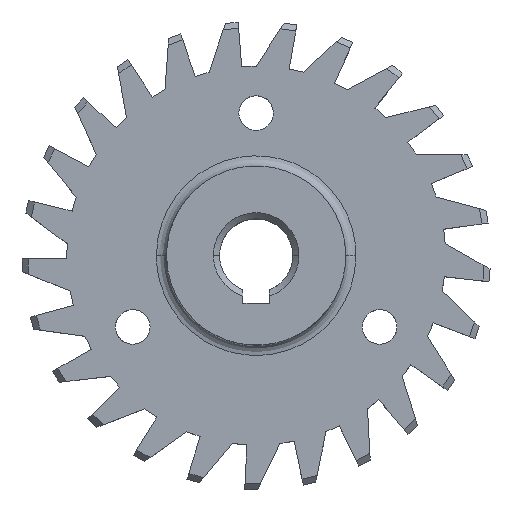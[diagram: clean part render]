
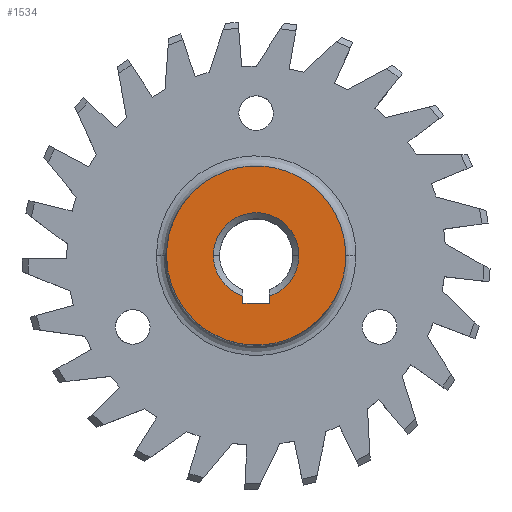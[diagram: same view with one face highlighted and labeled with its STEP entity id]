
A CAD part, top view. The second image highlights one B-rep face of the part: STEP entity #1534.
In plain terms, the highlighted free-form (B-spline) face has degree [1, 1] with [2, 2] control points.
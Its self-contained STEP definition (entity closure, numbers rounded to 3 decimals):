
#134 = VERTEX_POINT('',#135);
#135 = CARTESIAN_POINT('',(-7.722,-23.723,0.));
#142 = EDGE_CURVE('',#134,#143,#145,.T.);
#143 = VERTEX_POINT('',#144);
#144 = CARTESIAN_POINT('',(-24.948,0.,
    0.));
#145 = ( BOUNDED_CURVE() B_SPLINE_CURVE(2,(#146,#147,#148),
.UNSPECIFIED.,.F.,.F.) B_SPLINE_CURVE_WITH_KNOTS((3,3),(1.885,
3.142),.PIECEWISE_BEZIER_KNOTS.) CURVE() 
GEOMETRIC_REPRESENTATION_ITEM() RATIONAL_B_SPLINE_CURVE((1.,
0.809,1.)) REPRESENTATION_ITEM('') );
#146 = CARTESIAN_POINT('',(-7.722,-23.723,
    0.));
#147 = CARTESIAN_POINT('',(-24.948,-18.116,
    0.));
#148 = CARTESIAN_POINT('',(-24.948,0.,
    0.));
#173 = EDGE_CURVE('',#143,#174,#176,.T.);
#174 = VERTEX_POINT('',#175);
#175 = CARTESIAN_POINT('',(24.948,0.,0.));
#176 = ( BOUNDED_CURVE() B_SPLINE_CURVE(2,(#177,#178,#179,#180,#181),
.UNSPECIFIED.,.F.,.F.) B_SPLINE_CURVE_WITH_KNOTS((3,2,3),(3.142,
4.712,6.283),.PIECEWISE_BEZIER_KNOTS.) CURVE() 
GEOMETRIC_REPRESENTATION_ITEM() RATIONAL_B_SPLINE_CURVE((1.,
0.707,1.,0.707,1.)) REPRESENTATION_ITEM('') );
#177 = CARTESIAN_POINT('',(-24.948,0.,
    0.));
#178 = CARTESIAN_POINT('',(-24.948,24.948,
    0.));
#179 = CARTESIAN_POINT('',(0.,24.948,
    0.));
#180 = CARTESIAN_POINT('',(24.948,24.948,
    0.));
#181 = CARTESIAN_POINT('',(24.948,0.,
    0.));
#448 = VERTEX_POINT('',#449);
#449 = CARTESIAN_POINT('',(-52.272,0.,
    0.));
#454 = EDGE_CURVE('',#455,#448,#457,.T.);
#455 = VERTEX_POINT('',#456);
#456 = CARTESIAN_POINT('',(52.272,0.,0.));
#457 = ( BOUNDED_CURVE() B_SPLINE_CURVE(2,(#458,#459,#460,#461,#462),
.UNSPECIFIED.,.F.,.F.) B_SPLINE_CURVE_WITH_KNOTS((3,2,3),(0.,
1.571,3.142),.PIECEWISE_BEZIER_KNOTS.) CURVE() 
GEOMETRIC_REPRESENTATION_ITEM() RATIONAL_B_SPLINE_CURVE((1.,
0.707,1.,0.707,1.)) REPRESENTATION_ITEM('') );
#458 = CARTESIAN_POINT('',(52.272,0.,0.));
#459 = CARTESIAN_POINT('',(52.272,52.272,
    0.));
#460 = CARTESIAN_POINT('',(0.,52.272,
    0.));
#461 = CARTESIAN_POINT('',(-52.272,52.272,
    0.));
#462 = CARTESIAN_POINT('',(-52.272,0.,
    0.));
#1534 = ADVANCED_FACE('',(#1535,#1566),#1577,.T.);
#1535 = FACE_BOUND('',#1536,.T.);
#1536 = EDGE_LOOP('',(#1537,#1544,#1545,#1546,#1554,#1561));
#1537 = ORIENTED_EDGE('',*,*,#1538,.F.);
#1538 = EDGE_CURVE('',#134,#1539,#1541,.T.);
#1539 = VERTEX_POINT('',#1540);
#1540 = CARTESIAN_POINT('',(-7.722,-27.918,0.));
#1541 = B_SPLINE_CURVE_WITH_KNOTS('',1,(#1542,#1543),.UNSPECIFIED.,.F.,
  .F.,(2,2),(12.058,15.59),.PIECEWISE_BEZIER_KNOTS.);
#1542 = CARTESIAN_POINT('',(-7.722,-23.723,0.));
#1543 = CARTESIAN_POINT('',(-7.722,-27.918,0.));
#1544 = ORIENTED_EDGE('',*,*,#142,.T.);
#1545 = ORIENTED_EDGE('',*,*,#173,.T.);
#1546 = ORIENTED_EDGE('',*,*,#1547,.T.);
#1547 = EDGE_CURVE('',#174,#1548,#1550,.T.);
#1548 = VERTEX_POINT('',#1549);
#1549 = CARTESIAN_POINT('',(7.722,-23.723,0.));
#1550 = ( BOUNDED_CURVE() B_SPLINE_CURVE(2,(#1551,#1552,#1553),
.UNSPECIFIED.,.F.,.F.) B_SPLINE_CURVE_WITH_KNOTS((3,3),(0.,
1.256),.PIECEWISE_BEZIER_KNOTS.) CURVE() 
GEOMETRIC_REPRESENTATION_ITEM() RATIONAL_B_SPLINE_CURVE((1.,
0.809,1.)) REPRESENTATION_ITEM('') );
#1551 = CARTESIAN_POINT('',(24.948,0.,0.));
#1552 = CARTESIAN_POINT('',(24.948,-18.116,
    0.));
#1553 = CARTESIAN_POINT('',(7.722,-23.723,
    0.));
#1554 = ORIENTED_EDGE('',*,*,#1555,.T.);
#1555 = EDGE_CURVE('',#1548,#1556,#1558,.T.);
#1556 = VERTEX_POINT('',#1557);
#1557 = CARTESIAN_POINT('',(7.722,-27.918,0.));
#1558 = B_SPLINE_CURVE_WITH_KNOTS('',1,(#1559,#1560),.UNSPECIFIED.,.F.,
  .F.,(2,2),(12.058,15.59),.PIECEWISE_BEZIER_KNOTS.);
#1559 = CARTESIAN_POINT('',(7.722,-23.723,0.));
#1560 = CARTESIAN_POINT('',(7.722,-27.918,0.));
#1561 = ORIENTED_EDGE('',*,*,#1562,.F.);
#1562 = EDGE_CURVE('',#1539,#1556,#1563,.T.);
#1563 = B_SPLINE_CURVE_WITH_KNOTS('',1,(#1564,#1565),.UNSPECIFIED.,.F.,
  .F.,(2,2),(0.,13.),.PIECEWISE_BEZIER_KNOTS.);
#1564 = CARTESIAN_POINT('',(-7.722,-27.918,0.));
#1565 = CARTESIAN_POINT('',(7.722,-27.918,0.));
#1566 = FACE_BOUND('',#1567,.T.);
#1567 = EDGE_LOOP('',(#1568,#1569));
#1568 = ORIENTED_EDGE('',*,*,#454,.T.);
#1569 = ORIENTED_EDGE('',*,*,#1570,.T.);
#1570 = EDGE_CURVE('',#448,#455,#1571,.T.);
#1571 = ( BOUNDED_CURVE() B_SPLINE_CURVE(2,(#1572,#1573,#1574,#1575,
#1576),.UNSPECIFIED.,.F.,.F.) B_SPLINE_CURVE_WITH_KNOTS((3,2,3),(
    3.142,4.712,6.283),
.PIECEWISE_BEZIER_KNOTS.) CURVE() GEOMETRIC_REPRESENTATION_ITEM() 
RATIONAL_B_SPLINE_CURVE((1.,0.707,1.,0.707,1.)) 
REPRESENTATION_ITEM('') );
#1572 = CARTESIAN_POINT('',(-52.272,0.,
    0.));
#1573 = CARTESIAN_POINT('',(-52.272,-52.272,
    0.));
#1574 = CARTESIAN_POINT('',(0.,-52.272,
    0.));
#1575 = CARTESIAN_POINT('',(52.272,-52.272,
    0.));
#1576 = CARTESIAN_POINT('',(52.272,0.,
    0.));
#1577 = B_SPLINE_SURFACE_WITH_KNOTS('',1,1,(
    (#1578,#1579)
    ,(#1580,#1581
    )),.UNSPECIFIED.,.F.,.F.,.F.,(2,2),(2,2),(-88.,0.),(-44.,44.),
  .PIECEWISE_BEZIER_KNOTS.);
#1578 = CARTESIAN_POINT('',(-52.272,-52.272,
    0.));
#1579 = CARTESIAN_POINT('',(-52.272,52.272,
    0.));
#1580 = CARTESIAN_POINT('',(52.272,-52.272,
    0.));
#1581 = CARTESIAN_POINT('',(52.272,52.272,
    0.));
